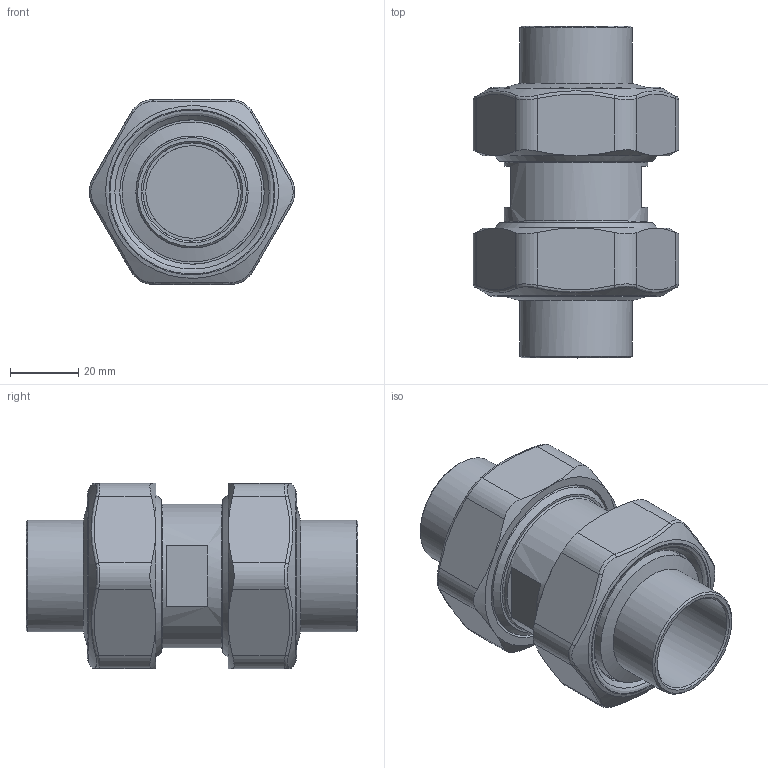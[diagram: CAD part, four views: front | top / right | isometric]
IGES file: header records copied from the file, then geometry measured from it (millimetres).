
Global section: file name: 304769A_Simplify_1; native system: Autodesk Inventor 2025; preprocessor: unknown; author: ischreiner; date: 20250820.130243; units: inch
Bounding box: 60.09 x 96.97 x 54.1 mm (x, y, z)
Volume: 127858.4 mm3; surface area: 40080.3 mm2
Topology: 5 solids, 5 shells, 131 faces, 308 edges, 197 vertices
Faces by surface type: bspline 131
